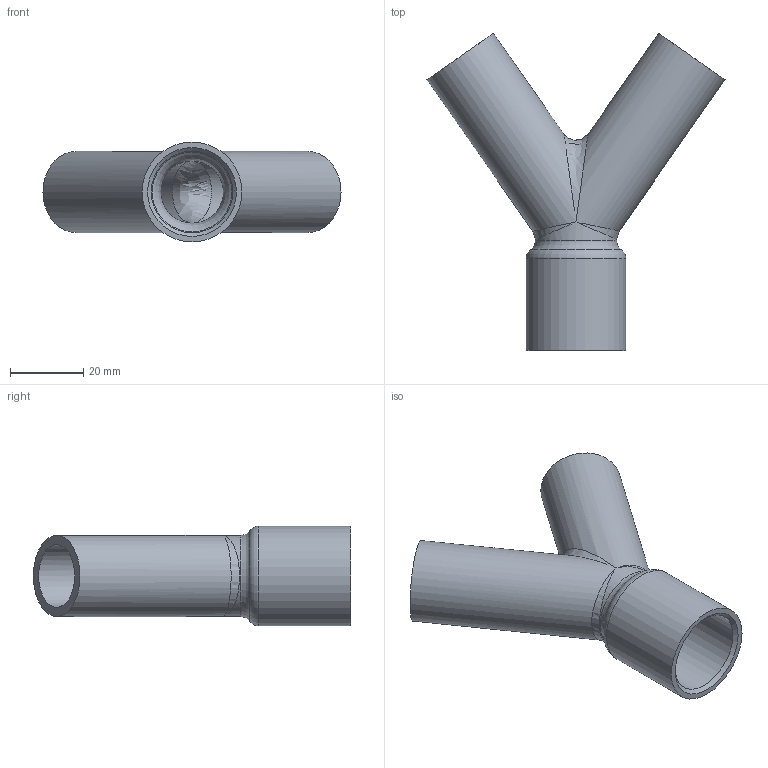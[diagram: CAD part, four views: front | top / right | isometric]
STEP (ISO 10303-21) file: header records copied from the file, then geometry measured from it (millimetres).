
FILE_DESCRIPTION(/* description */ (''),/* implementation_level */ '2;1');
FILE_NAME(/* name */ '2 way splitter v4.step',/* time_stamp */ '2020-03-29T23:03:19-04:00',/* author */ (''),/* organization */ (''),/* preprocessor_version */ 'ST-DEVELOPER v18',/* originating_system */ 'Autodesk Translation Framework v8.12.0.6',/* authorisation */ '');
FILE_SCHEMA (('AUTOMOTIVE_DESIGN { 1 0 10303 214 3 1 1 }'));
Length unit declared in the file: millimetre
Products named in the file (1): 2 way splitter
Bounding box: 81.2 x 86.39 x 27.2 mm (x, y, z)
Volume: 21429.3 mm3; surface area: 17621.3 mm2
Topology: 1 solids, 1 shells, 22 faces, 67 edges, 34 vertices
Faces by surface type: cylinder 8, bspline 6, torus 4, plane 3, cone 1
Full cylindrical faces by diameter (mm): 17.1 x3, 22.1 x3, 22.2 x1, 27.2 x1
Entity records: 1034 total; most frequent: CARTESIAN_POINT 442, DIRECTION 135, ORIENTED_EDGE 110, AXIS2_PLACEMENT_3D 63, EDGE_CURVE 55, VERTEX_POINT 34, CIRCLE 28, EDGE_LOOP 25
